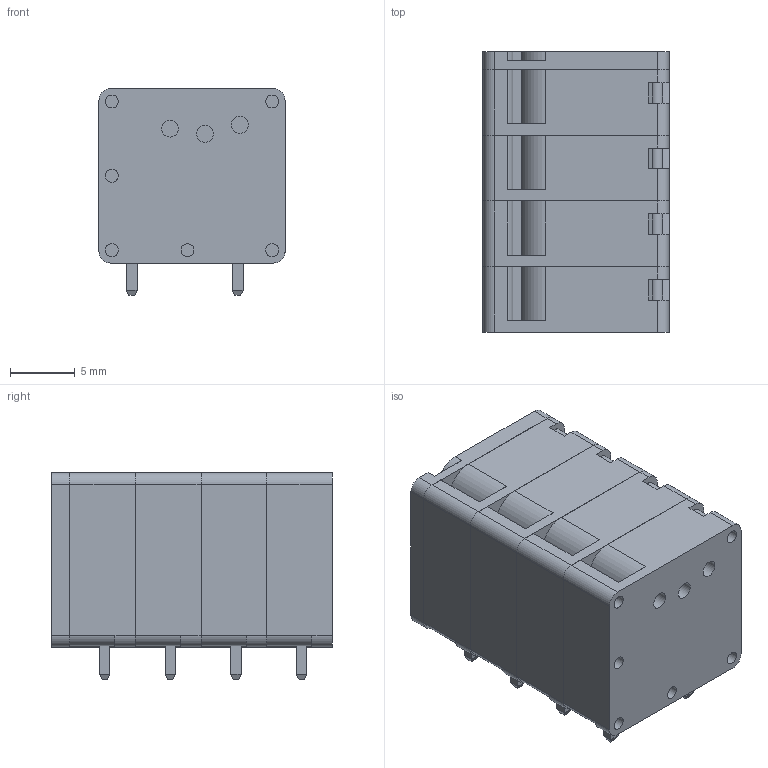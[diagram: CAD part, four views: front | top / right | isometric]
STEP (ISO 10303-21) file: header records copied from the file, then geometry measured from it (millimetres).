
FILE_DESCRIPTION(/* description */ ('Unknown'),/* implementation_level */ '2;1');
FILE_NAME(/* name */ '691406510004B',/* time_stamp */ '2020-08-05T13:43:51+02:00',/* author */ ('Unknown'),/* organization */ ('Unknown'),/* preprocessor_version */ 'ST-DEVELOPER v16.7',/* originating_system */ 'DEX',/* authorisation */ $);
FILE_SCHEMA (('AUTOMOTIVE_DESIGN {1 0 10303 214 3 1 1}'));
Length unit declared in the file: millimetre
Products named in the file (6): 6914065100xxB; 6914065100xxB_without cover; 6914065100xxB_body; 6914065100xxB_terminal; 6914065100xxB_spring; 6914065100xxB_cover
Assembly tree (8 placements, depth 3):
  6914065100xxB
    6914065100xxB_without cover  x4
      6914065100xxB_body
      6914065100xxB_terminal
      6914065100xxB_spring
    6914065100xxB_cover
Bounding box: 14.4 x 21.72 x 16 mm (x, y, z)
Volume: 2535.3 mm3; surface area: 6758.9 mm2
Topology: 13 solids, 13 shells, 1052 faces, 2797 edges, 1844 vertices
Faces by surface type: plane 737, cylinder 311, bspline 4
Full cylindrical faces by diameter (mm): 1 x54, 1.3 x27, 4 x4
Entity records: 8888 total; most frequent: CARTESIAN_POINT 1581, DIRECTION 1473, ORIENTED_EDGE 1452, EDGE_CURVE 726, LINE 535, VECTOR 535, VERTEX_POINT 497, AXIS2_PLACEMENT_3D 469
